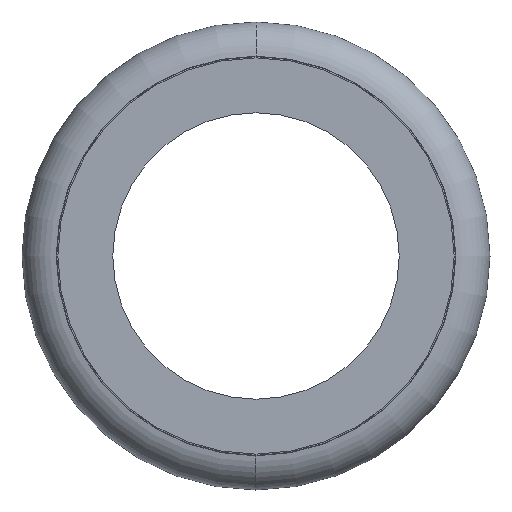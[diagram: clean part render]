
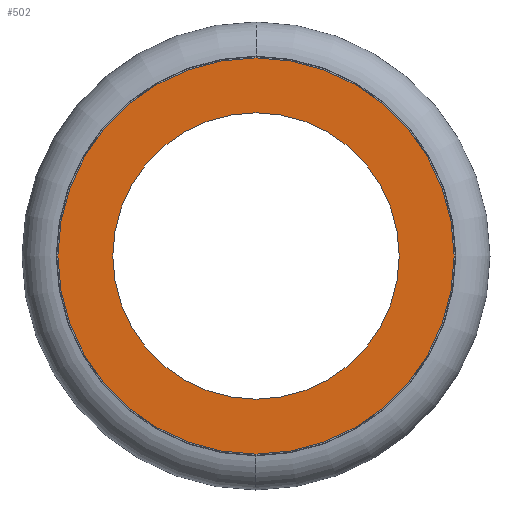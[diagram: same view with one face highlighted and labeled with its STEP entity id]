
A CAD part, left-side view. The second image highlights one B-rep face of the part: STEP entity #502.
In plain terms, the highlighted planar face has unit normal (-1, 0, 0).
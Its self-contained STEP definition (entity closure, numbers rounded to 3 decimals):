
#6 = VERTEX_POINT ( 'NONE', #165 ) ;
#26 = DIRECTION ( 'NONE',  ( 1., 0., 0. ) ) ;
#59 = CARTESIAN_POINT ( 'NONE',  ( 5.2, 0., 0. ) ) ;
#63 = DIRECTION ( 'NONE',  ( -1., 0., 0. ) ) ;
#66 = EDGE_CURVE ( 'NONE', #6, #381, #449, .T. ) ;
#87 = FACE_OUTER_BOUND ( 'NONE', #286, .T. ) ;
#94 = FACE_BOUND ( 'NONE', #246, .T. ) ;
#103 = DIRECTION ( 'NONE',  ( 0., 0., 1. ) ) ;
#116 = DIRECTION ( 'NONE',  ( 0., 0., -1. ) ) ;
#130 = CARTESIAN_POINT ( 'NONE',  ( 5.2, 0., 17.75 ) ) ;
#134 = DIRECTION ( 'NONE',  ( 0., 0., 1. ) ) ;
#139 = AXIS2_PLACEMENT_3D ( 'NONE', #59, #495, #189 ) ;
#145 = VERTEX_POINT ( 'NONE', #130 ) ;
#153 = CIRCLE ( 'NONE', #305, 17.75 ) ;
#156 = EDGE_CURVE ( 'NONE', #359, #145, #153, .T. ) ;
#162 = CIRCLE ( 'NONE', #139, 24.55 ) ;
#165 = CARTESIAN_POINT ( 'NONE',  ( 5.2, 0., -24.55 ) ) ;
#174 = CARTESIAN_POINT ( 'NONE',  ( 5.2, 0., 0. ) ) ;
#189 = DIRECTION ( 'NONE',  ( 0., 0., 1. ) ) ;
#197 = PLANE ( 'NONE',  #426 ) ;
#246 = EDGE_LOOP ( 'NONE', ( #409, #319 ) ) ;
#265 = DIRECTION ( 'NONE',  ( 0., 0., 1. ) ) ;
#270 = AXIS2_PLACEMENT_3D ( 'NONE', #174, #524, #265 ) ;
#286 = EDGE_LOOP ( 'NONE', ( #335, #370 ) ) ;
#305 = AXIS2_PLACEMENT_3D ( 'NONE', #492, #407, #134 ) ;
#319 = ORIENTED_EDGE ( 'NONE', *, *, #156, .F. ) ;
#325 = CARTESIAN_POINT ( 'NONE',  ( 5.2, 0., -17.75 ) ) ;
#335 = ORIENTED_EDGE ( 'NONE', *, *, #367, .T. ) ;
#337 = CARTESIAN_POINT ( 'NONE',  ( 5.2, 0., 0. ) ) ;
#356 = AXIS2_PLACEMENT_3D ( 'NONE', #337, #63, #103 ) ;
#359 = VERTEX_POINT ( 'NONE', #325 ) ;
#367 = EDGE_CURVE ( 'NONE', #381, #6, #162, .T. ) ;
#370 = ORIENTED_EDGE ( 'NONE', *, *, #66, .T. ) ;
#381 = VERTEX_POINT ( 'NONE', #496 ) ;
#407 = DIRECTION ( 'NONE',  ( -1., 0., 0. ) ) ;
#409 = ORIENTED_EDGE ( 'NONE', *, *, #412, .F. ) ;
#412 = EDGE_CURVE ( 'NONE', #145, #359, #455, .T. ) ;
#426 = AXIS2_PLACEMENT_3D ( 'NONE', #545, #26, #116 ) ;
#449 = CIRCLE ( 'NONE', #270, 24.55 ) ;
#455 = CIRCLE ( 'NONE', #356, 17.75 ) ;
#492 = CARTESIAN_POINT ( 'NONE',  ( 5.2, 0., 0. ) ) ;
#495 = DIRECTION ( 'NONE',  ( -1., 0., 0. ) ) ;
#496 = CARTESIAN_POINT ( 'NONE',  ( 5.2, 0., 24.55 ) ) ;
#502 = ADVANCED_FACE ( 'NONE', ( #94, #87 ), #197, .F. ) ;
#524 = DIRECTION ( 'NONE',  ( -1., 0., 0. ) ) ;
#545 = CARTESIAN_POINT ( 'NONE',  ( 5.2, 24.55, 0. ) ) ;
